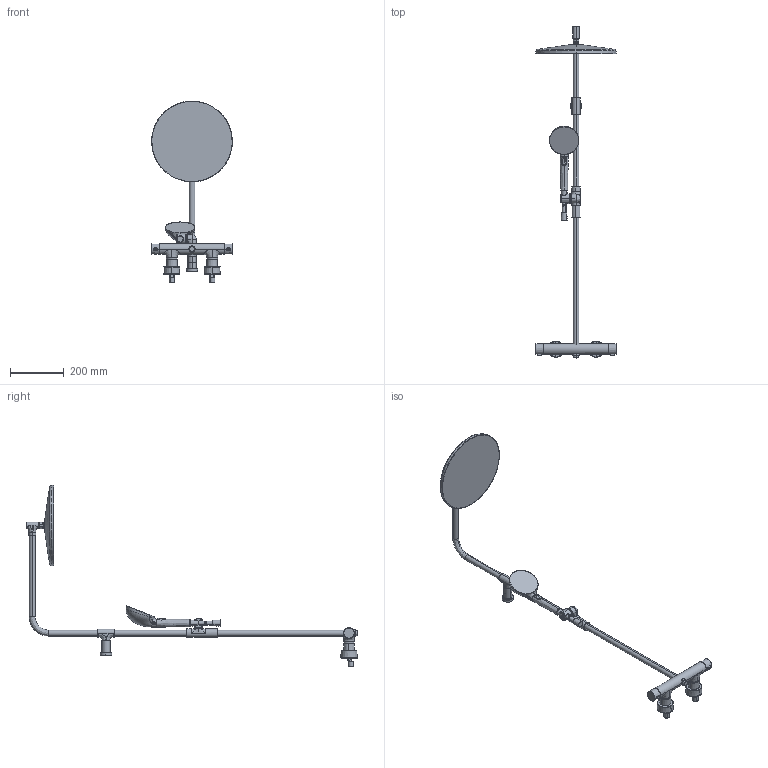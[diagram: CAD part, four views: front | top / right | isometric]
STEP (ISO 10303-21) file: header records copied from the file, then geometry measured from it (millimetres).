
FILE_DESCRIPTION (( 'STEP AP203' ), '1' );
FILE_NAME ('47199103(2024).STEP', '2024-04-23T06:24:41', ( '' ), ( '' ), 'SwSTEP 2.0', 'SolidWorks 2016', '' );
FILE_SCHEMA (( 'CONFIG_CONTROL_DESIGN' ));
Products named in the file (1): 47199103(2024)
Bounding box: 300 x 1233.59 x 675.65 mm (x, y, z)
Volume: 3507605 mm3; surface area: 470432.8 mm2
Topology: 26 solids, 26 shells, 694 faces, 1693 edges, 1038 vertices
Faces by surface type: bspline 354, cylinder 118, plane 106, cone 47, torus 39, sphere 30
Entity records: 54360 total; most frequent: CARTESIAN_POINT 40488, ORIENTED_EDGE 3334, DIRECTION 2280, EDGE_CURVE 1667, VERTEX_POINT 1038, AXIS2_PLACEMENT_3D 1010, EDGE_LOOP 707, ADVANCED_FACE 694
